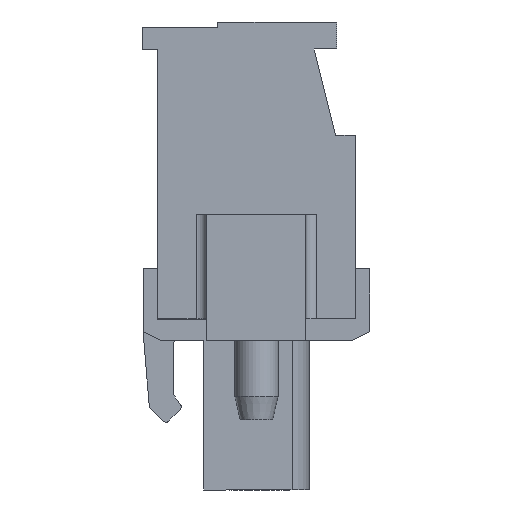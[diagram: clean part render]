
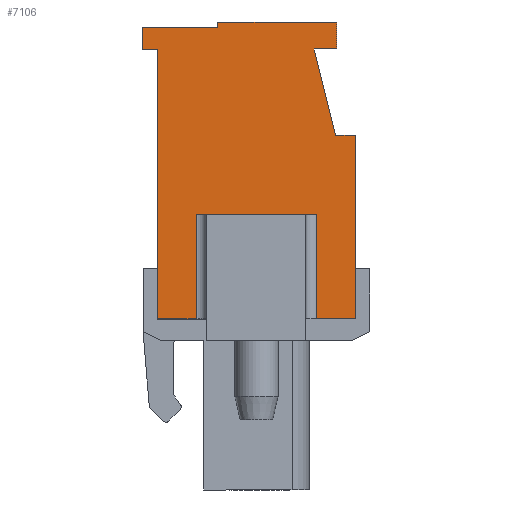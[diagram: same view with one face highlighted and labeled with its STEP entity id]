
A CAD part, left-side view. The second image highlights one B-rep face of the part: STEP entity #7106.
In plain terms, the highlighted planar face has unit normal (-1, 0, 0).
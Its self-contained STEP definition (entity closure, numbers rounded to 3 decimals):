
#291=ORIENTED_EDGE('',*,*,#2379,.T.);
#292=ORIENTED_EDGE('',*,*,#2380,.T.);
#293=ORIENTED_EDGE('',*,*,#2372,.T.);
#294=ORIENTED_EDGE('',*,*,#2381,.T.);
#295=ORIENTED_EDGE('',*,*,#2382,.T.);
#296=ORIENTED_EDGE('',*,*,#2383,.T.);
#297=ORIENTED_EDGE('',*,*,#2384,.T.);
#298=ORIENTED_EDGE('',*,*,#2385,.T.);
#299=ORIENTED_EDGE('',*,*,#2386,.T.);
#300=ORIENTED_EDGE('',*,*,#2387,.T.);
#301=ORIENTED_EDGE('',*,*,#2388,.T.);
#302=ORIENTED_EDGE('',*,*,#2389,.T.);
#303=ORIENTED_EDGE('',*,*,#2390,.T.);
#304=ORIENTED_EDGE('',*,*,#2391,.T.);
#305=ORIENTED_EDGE('',*,*,#2392,.T.);
#306=ORIENTED_EDGE('',*,*,#2393,.T.);
#2372=EDGE_CURVE('',#3416,#3417,#4109,.T.);
#2379=EDGE_CURVE('',#3423,#3424,#4113,.T.);
#2380=EDGE_CURVE('',#3424,#3416,#4114,.T.);
#2381=EDGE_CURVE('',#3417,#3425,#4115,.T.);
#2382=EDGE_CURVE('',#3425,#3426,#4116,.T.);
#2383=EDGE_CURVE('',#3426,#3427,#4117,.T.);
#2384=EDGE_CURVE('',#3427,#3428,#4118,.T.);
#2385=EDGE_CURVE('',#3428,#3429,#4119,.T.);
#2386=EDGE_CURVE('',#3429,#3430,#4120,.T.);
#2387=EDGE_CURVE('',#3430,#3431,#4121,.T.);
#2388=EDGE_CURVE('',#3431,#3432,#4122,.T.);
#2389=EDGE_CURVE('',#3432,#3433,#4123,.T.);
#2390=EDGE_CURVE('',#3433,#3434,#4124,.T.);
#2391=EDGE_CURVE('',#3434,#3435,#4125,.T.);
#2392=EDGE_CURVE('',#3435,#3436,#4126,.T.);
#2393=EDGE_CURVE('',#3436,#3423,#4127,.T.);
#3416=VERTEX_POINT('',#10431);
#3417=VERTEX_POINT('',#10432);
#3423=VERTEX_POINT('',#10446);
#3424=VERTEX_POINT('',#10447);
#3425=VERTEX_POINT('',#10450);
#3426=VERTEX_POINT('',#10452);
#3427=VERTEX_POINT('',#10454);
#3428=VERTEX_POINT('',#10456);
#3429=VERTEX_POINT('',#10458);
#3430=VERTEX_POINT('',#10460);
#3431=VERTEX_POINT('',#10462);
#3432=VERTEX_POINT('',#10464);
#3433=VERTEX_POINT('',#10466);
#3434=VERTEX_POINT('',#10468);
#3435=VERTEX_POINT('',#10470);
#3436=VERTEX_POINT('',#10472);
#4109=LINE('',#10430,#5014);
#4113=LINE('',#10445,#5018);
#4114=LINE('',#10448,#5019);
#4115=LINE('',#10449,#5020);
#4116=LINE('',#10451,#5021);
#4117=LINE('',#10453,#5022);
#4118=LINE('',#10455,#5023);
#4119=LINE('',#10457,#5024);
#4120=LINE('',#10459,#5025);
#4121=LINE('',#10461,#5026);
#4122=LINE('',#10463,#5027);
#4123=LINE('',#10465,#5028);
#4124=LINE('',#10467,#5029);
#4125=LINE('',#10469,#5030);
#4126=LINE('',#10471,#5031);
#4127=LINE('',#10473,#5032);
#5014=VECTOR('',#8473,1000.);
#5018=VECTOR('',#8485,1000.);
#5019=VECTOR('',#8486,1000.);
#5020=VECTOR('',#8487,1000.);
#5021=VECTOR('',#8488,1000.);
#5022=VECTOR('',#8489,1000.);
#5023=VECTOR('',#8490,1000.);
#5024=VECTOR('',#8491,1000.);
#5025=VECTOR('',#8492,1000.);
#5026=VECTOR('',#8493,1000.);
#5027=VECTOR('',#8494,1000.);
#5028=VECTOR('',#8495,1000.);
#5029=VECTOR('',#8496,1000.);
#5030=VECTOR('',#8497,1000.);
#5031=VECTOR('',#8498,1000.);
#5032=VECTOR('',#8499,1000.);
#5921=EDGE_LOOP('',(#291,#292,#293,#294,#295,#296,#297,#298,#299,#300,#301,
#302,#303,#304,#305,#306));
#6357=FACE_BOUND('',#5921,.T.);
#6790=PLANE('',#7939);
#7106=ADVANCED_FACE('',(#6357),#6790,.T.);
#7939=AXIS2_PLACEMENT_3D('',#10444,#8483,#8484);
#8473=DIRECTION('',(0.,-1.,0.));
#8483=DIRECTION('',(-1.,0.,0.));
#8484=DIRECTION('',(0.,0.,1.));
#8485=DIRECTION('',(0.,-1.,0.));
#8486=DIRECTION('',(0.,0.,1.));
#8487=DIRECTION('',(0.,0.,-1.));
#8488=DIRECTION('',(0.,-1.,0.));
#8489=DIRECTION('',(0.,0.,1.));
#8490=DIRECTION('',(0.,1.,0.));
#8491=DIRECTION('',(0.,0.243,0.97));
#8492=DIRECTION('',(0.,-1.,0.));
#8493=DIRECTION('',(0.,0.,1.));
#8494=DIRECTION('',(0.,1.,0.));
#8495=DIRECTION('',(0.,0.,-1.));
#8496=DIRECTION('',(0.,1.,0.));
#8497=DIRECTION('',(0.,0.,-1.));
#8498=DIRECTION('',(0.,-1.,0.));
#8499=DIRECTION('',(0.,0.,-1.));
#10430=CARTESIAN_POINT('',(-5.,2.75,-1.675));
#10431=CARTESIAN_POINT('',(-5.,3.35,-1.675));
#10432=CARTESIAN_POINT('',(-5.,-3.35,-1.675));
#10444=CARTESIAN_POINT('',(-5.,0.,0.));
#10445=CARTESIAN_POINT('',(-5.,5.5,-7.475));
#10446=CARTESIAN_POINT('',(-5.,5.5,-7.475));
#10447=CARTESIAN_POINT('',(-5.,3.35,-7.475));
#10448=CARTESIAN_POINT('',(-5.,3.35,-1.675));
#10449=CARTESIAN_POINT('',(-5.,-3.35,-7.475));
#10450=CARTESIAN_POINT('',(-5.,-3.35,-7.475));
#10451=CARTESIAN_POINT('',(-5.,5.5,-7.475));
#10452=CARTESIAN_POINT('',(-5.,-5.5,-7.475));
#10453=CARTESIAN_POINT('',(-5.,-5.5,-7.475));
#10454=CARTESIAN_POINT('',(-5.,-5.5,2.725));
#10455=CARTESIAN_POINT('',(-5.,-5.5,2.725));
#10456=CARTESIAN_POINT('',(-5.,-4.4,2.725));
#10457=CARTESIAN_POINT('',(-5.,-4.4,2.725));
#10458=CARTESIAN_POINT('',(-5.,-3.2,7.525));
#10459=CARTESIAN_POINT('',(-5.,-3.2,7.525));
#10460=CARTESIAN_POINT('',(-5.,-4.45,7.525));
#10461=CARTESIAN_POINT('',(-5.,-4.45,7.525));
#10462=CARTESIAN_POINT('',(-5.,-4.45,9.025));
#10463=CARTESIAN_POINT('',(-5.,-4.45,9.025));
#10464=CARTESIAN_POINT('',(-5.,2.15,9.025));
#10465=CARTESIAN_POINT('',(-5.,2.15,9.025));
#10466=CARTESIAN_POINT('',(-5.,2.15,8.725));
#10467=CARTESIAN_POINT('',(-5.,2.15,8.725));
#10468=CARTESIAN_POINT('',(-5.,6.35,8.725));
#10469=CARTESIAN_POINT('',(-5.,6.35,8.725));
#10470=CARTESIAN_POINT('',(-5.,6.35,7.475));
#10471=CARTESIAN_POINT('',(-5.,6.35,7.475));
#10472=CARTESIAN_POINT('',(-5.,5.5,7.475));
#10473=CARTESIAN_POINT('',(-5.,5.5,7.475));
